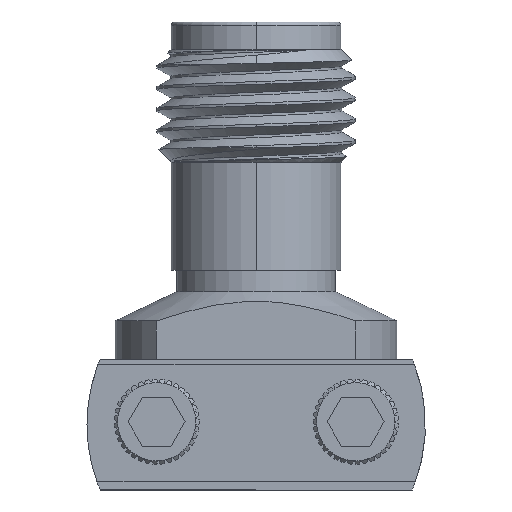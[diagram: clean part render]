
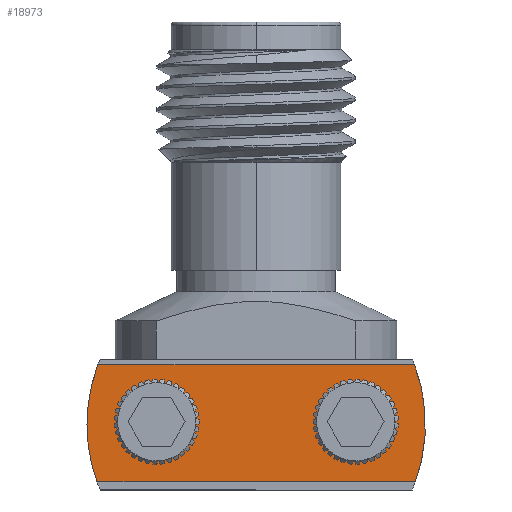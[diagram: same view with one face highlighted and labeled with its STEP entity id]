
A CAD part, front view. The second image highlights one B-rep face of the part: STEP entity #18973.
In plain terms, the highlighted planar face has unit normal (0, -1, 0).
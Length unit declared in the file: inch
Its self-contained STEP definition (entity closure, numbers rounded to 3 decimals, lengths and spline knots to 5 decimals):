
#576 = VERTEX_POINT ( 'NONE', #24856 ) ;
#1467 = AXIS2_PLACEMENT_3D ( 'NONE', #13815, #13592, #31876 ) ;
#1689 = AXIS2_PLACEMENT_3D ( 'NONE', #25104, #22170, #22274 ) ;
#1740 = AXIS2_PLACEMENT_3D ( 'NONE', #26659, #4458, #3554 ) ;
#1802 = VECTOR ( 'NONE', #17272, 39.37008 ) ;
#1988 = AXIS2_PLACEMENT_3D ( 'NONE', #4445, #6485, #29774 ) ;
#2201 = EDGE_CURVE ( 'NONE', #22029, #28005, #7250, .T. ) ;
#2630 = AXIS2_PLACEMENT_3D ( 'NONE', #11659, #9289, #27118 ) ;
#3022 = CARTESIAN_POINT ( 'NONE',  ( -0.17429, -0.10874, -0.21893 ) ) ;
#3533 = VERTEX_POINT ( 'NONE', #8332 ) ;
#3554 = DIRECTION ( 'NONE',  ( 1., 0., 0. ) ) ;
#3805 = CARTESIAN_POINT ( 'NONE',  ( 0., -0.10874, -0.22287 ) ) ;
#4185 = EDGE_CURVE ( 'NONE', #28429, #3533, #24934, .T. ) ;
#4224 = DIRECTION ( 'NONE',  ( 0., 1., 0. ) ) ;
#4445 = CARTESIAN_POINT ( 'NONE',  ( -0.1378, -0.10874, -0.21893 ) ) ;
#4458 = DIRECTION ( 'NONE',  ( 0., 1., 0. ) ) ;
#5162 = EDGE_LOOP ( 'NONE', ( #24875, #19725 ) ) ;
#5260 = EDGE_CURVE ( 'NONE', #3533, #14490, #18422, .T. ) ;
#5389 = AXIS2_PLACEMENT_3D ( 'NONE', #3805, #6389, #8956 ) ;
#5888 = ORIENTED_EDGE ( 'NONE', *, *, #5260, .F. ) ;
#6389 = DIRECTION ( 'NONE',  ( 0., 1., 0. ) ) ;
#6485 = DIRECTION ( 'NONE',  ( 0., 1., 0. ) ) ;
#7139 = CIRCLE ( 'NONE', #1988, 0.0365 ) ;
#7144 = CARTESIAN_POINT ( 'NONE',  ( 0., -0.10874, -0.14019 ) ) ;
#7250 = CIRCLE ( 'NONE', #16330, 0.0365 ) ;
#7305 = ORIENTED_EDGE ( 'NONE', *, *, #4185, .F. ) ;
#7387 = EDGE_CURVE ( 'NONE', #9097, #17578, #21166, .T. ) ;
#7389 = CIRCLE ( 'NONE', #5389, 0.23425 ) ;
#7751 = CARTESIAN_POINT ( 'NONE',  ( -0.1013, -0.10874, -0.21893 ) ) ;
#8332 = CARTESIAN_POINT ( 'NONE',  ( -0.22039, -0.10874, -0.30226 ) ) ;
#8956 = DIRECTION ( 'NONE',  ( -1., 0., 0. ) ) ;
#9040 = CARTESIAN_POINT ( 'NONE',  ( 0.22039, -0.10874, -0.30226 ) ) ;
#9097 = VERTEX_POINT ( 'NONE', #3022 ) ;
#9289 = DIRECTION ( 'NONE',  ( 0., 1., 0. ) ) ;
#9301 = EDGE_CURVE ( 'NONE', #28005, #22029, #19939, .T. ) ;
#11659 = CARTESIAN_POINT ( 'NONE',  ( 0.1378, -0.10874, -0.21893 ) ) ;
#12095 = DIRECTION ( 'NONE',  ( 1., 0., 0. ) ) ;
#13592 = DIRECTION ( 'NONE',  ( 0., 1., 0. ) ) ;
#13815 = CARTESIAN_POINT ( 'NONE',  ( 0., -0.10874, -0.22287 ) ) ;
#14173 = DIRECTION ( 'NONE',  ( 0., 1., 0. ) ) ;
#14490 = VERTEX_POINT ( 'NONE', #16240 ) ;
#15111 = ORIENTED_EDGE ( 'NONE', *, *, #7387, .T. ) ;
#15444 = AXIS2_PLACEMENT_3D ( 'NONE', #29192, #14173, #31798 ) ;
#15658 = FACE_BOUND ( 'NONE', #29215, .T. ) ;
#15717 = CARTESIAN_POINT ( 'NONE',  ( 0.17429, -0.10874, -0.21893 ) ) ;
#16240 = CARTESIAN_POINT ( 'NONE',  ( -0.23425, -0.10874, -0.22287 ) ) ;
#16330 = AXIS2_PLACEMENT_3D ( 'NONE', #19772, #4224, #12095 ) ;
#16605 = EDGE_LOOP ( 'NONE', ( #7305, #23307, #17345, #33107, #5888 ) ) ;
#17272 = DIRECTION ( 'NONE',  ( 1., 0., 0. ) ) ;
#17345 = ORIENTED_EDGE ( 'NONE', *, *, #30797, .F. ) ;
#17361 = EDGE_CURVE ( 'NONE', #14490, #576, #17728, .T. ) ;
#17578 = VERTEX_POINT ( 'NONE', #7751 ) ;
#17665 = FACE_BOUND ( 'NONE', #5162, .T. ) ;
#17728 = CIRCLE ( 'NONE', #15444, 0.23425 ) ;
#18063 = CARTESIAN_POINT ( 'NONE',  ( 0.21918, -0.10874, -0.14019 ) ) ;
#18422 = CIRCLE ( 'NONE', #1467, 0.23425 ) ;
#18973 = ADVANCED_FACE ( 'NONE', ( #15658, #17665, #30554 ), #27356, .F. ) ;
#19725 = ORIENTED_EDGE ( 'NONE', *, *, #9301, .T. ) ;
#19772 = CARTESIAN_POINT ( 'NONE',  ( 0.1378, -0.10874, -0.21893 ) ) ;
#19939 = CIRCLE ( 'NONE', #2630, 0.0365 ) ;
#20488 = DIRECTION ( 'NONE',  ( -1., 0., 0. ) ) ;
#21166 = CIRCLE ( 'NONE', #1740, 0.0365 ) ;
#22029 = VERTEX_POINT ( 'NONE', #23809 ) ;
#22170 = DIRECTION ( 'NONE',  ( 0., 1., 0. ) ) ;
#22274 = DIRECTION ( 'NONE',  ( 1., 0., 0. ) ) ;
#22742 = EDGE_CURVE ( 'NONE', #17578, #9097, #7139, .T. ) ;
#23298 = VECTOR ( 'NONE', #20488, 39.37008 ) ;
#23307 = ORIENTED_EDGE ( 'NONE', *, *, #32663, .F. ) ;
#23809 = CARTESIAN_POINT ( 'NONE',  ( 0.1013, -0.10874, -0.21893 ) ) ;
#24856 = CARTESIAN_POINT ( 'NONE',  ( -0.21918, -0.10874, -0.14019 ) ) ;
#24875 = ORIENTED_EDGE ( 'NONE', *, *, #2201, .T. ) ;
#24934 = LINE ( 'NONE', #28598, #23298 ) ;
#25104 = CARTESIAN_POINT ( 'NONE',  ( 0., -0.10874, -0.22287 ) ) ;
#26659 = CARTESIAN_POINT ( 'NONE',  ( -0.1378, -0.10874, -0.21893 ) ) ;
#27118 = DIRECTION ( 'NONE',  ( 1., 0., 0. ) ) ;
#27356 = PLANE ( 'NONE',  #1689 ) ;
#28005 = VERTEX_POINT ( 'NONE', #15717 ) ;
#28044 = ORIENTED_EDGE ( 'NONE', *, *, #22742, .T. ) ;
#28429 = VERTEX_POINT ( 'NONE', #9040 ) ;
#28598 = CARTESIAN_POINT ( 'NONE',  ( 0., -0.10874, -0.30226 ) ) ;
#28833 = LINE ( 'NONE', #7144, #1802 ) ;
#29192 = CARTESIAN_POINT ( 'NONE',  ( 0., -0.10874, -0.22287 ) ) ;
#29215 = EDGE_LOOP ( 'NONE', ( #15111, #28044 ) ) ;
#29774 = DIRECTION ( 'NONE',  ( 1., 0., 0. ) ) ;
#30554 = FACE_OUTER_BOUND ( 'NONE', #16605, .T. ) ;
#30797 = EDGE_CURVE ( 'NONE', #576, #31060, #28833, .T. ) ;
#31060 = VERTEX_POINT ( 'NONE', #18063 ) ;
#31798 = DIRECTION ( 'NONE',  ( -1., 0., 0. ) ) ;
#31876 = DIRECTION ( 'NONE',  ( -1., 0., 0. ) ) ;
#32663 = EDGE_CURVE ( 'NONE', #31060, #28429, #7389, .T. ) ;
#33107 = ORIENTED_EDGE ( 'NONE', *, *, #17361, .F. ) ;
